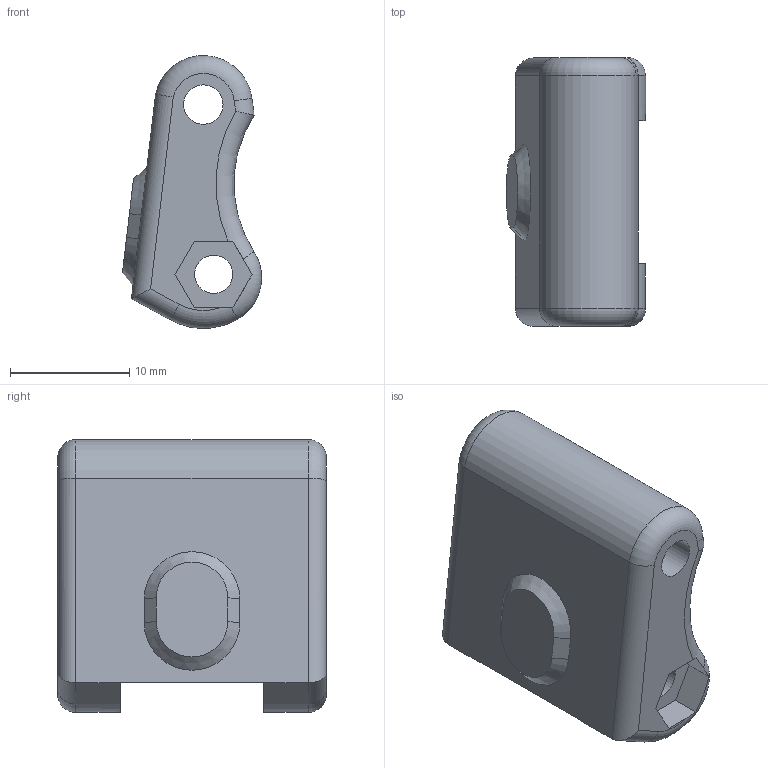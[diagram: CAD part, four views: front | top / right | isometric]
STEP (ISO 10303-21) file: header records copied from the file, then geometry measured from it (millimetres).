
FILE_DESCRIPTION(/* description */ (''),/* implementation_level */ '2;1');
FILE_NAME(/* name */ 'T4M1E v1.step',/* time_stamp */ '2019-03-05T07:38:27-06:00',/* author */ (''),/* organization */ (''),/* preprocessor_version */ 'ST-DEVELOPER v17.2',/* originating_system */ 'Autodesk Translation Framework v7.6.0.251',/* authorisation */ '');
FILE_SCHEMA (('AUTOMOTIVE_DESIGN { 1 0 10303 214 3 1 1 }'));
Length unit declared in the file: millimetre
Products named in the file (1): T4M1E
Bounding box: 11.66 x 22.5 x 22.85 mm (x, y, z)
Volume: 2812.6 mm3; surface area: 2013 mm2
Topology: 1 solids, 1 shells, 50 faces, 129 edges, 82 vertices
Faces by surface type: plane 19, cylinder 19, torus 7, bspline 3, cone 2
Full cylindrical faces by diameter (mm): 3.2 x2, 3.3 x1, 5.6 x1
Entity records: 1841 total; most frequent: CARTESIAN_POINT 565, DIRECTION 267, ORIENTED_EDGE 258, EDGE_CURVE 129, AXIS2_PLACEMENT_3D 104, VERTEX_POINT 82, LINE 59, VECTOR 59
